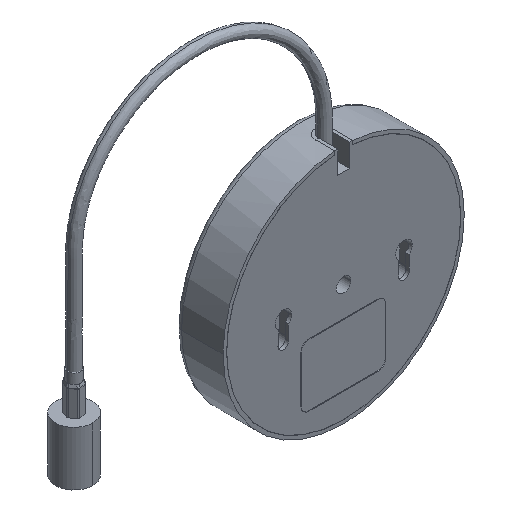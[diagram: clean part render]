
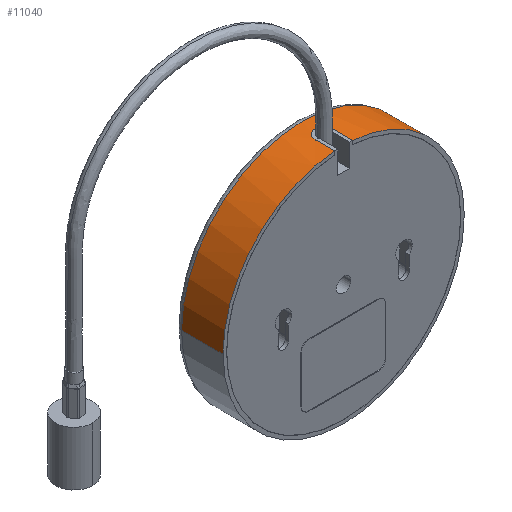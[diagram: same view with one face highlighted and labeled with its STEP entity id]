
A CAD part, isometric view. The second image highlights one B-rep face of the part: STEP entity #11040.
In plain terms, the highlighted cylindrical face has radius 50.8 mm (diameter 101.6 mm), a partial arc.
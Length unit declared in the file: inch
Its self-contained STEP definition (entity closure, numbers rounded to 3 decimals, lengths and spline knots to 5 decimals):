
#103 = EDGE_CURVE ( 'NONE', #11259, #11080, #733, .T. ) ;
#731 = DIRECTION ( 'NONE',  ( 0., 0., 1. ) ) ;
#732 = CARTESIAN_POINT ( 'NONE',  ( -325.46982, -451.40728, 24.4 ) ) ;
#733 = LINE ( 'NONE', #732, #784 ) ;
#784 = VECTOR ( 'NONE', #731, 39.37008 ) ;
#2037 = VERTEX_POINT ( 'NONE', #5795 ) ;
#5795 = CARTESIAN_POINT ( 'NONE',  ( -323.31982, -453.40164, 24.4 ) ) ;
#7219 = CARTESIAN_POINT ( 'NONE',  ( -323.46982, -451.40728, 24.4 ) ) ;
#7223 = CARTESIAN_POINT ( 'NONE',  ( -323.61982, -453.40164, 24.4 ) ) ;
#7257 = DIRECTION ( 'NONE',  ( 1., 0., 0. ) ) ;
#7258 = DIRECTION ( 'NONE',  ( 0., 0., 1. ) ) ;
#7259 = AXIS2_PLACEMENT_3D ( 'NONE', #7219, #7258, #7257 ) ;
#7271 = CIRCLE ( 'NONE', #7259, 2. ) ;
#7295 = CARTESIAN_POINT ( 'NONE',  ( -323.61982, -453.40164, 24.7441 ) ) ;
#7296 = LINE ( 'NONE', #7295, #7328 ) ;
#7300 = CARTESIAN_POINT ( 'NONE',  ( -323.61982, -453.40164, 24.725 ) ) ;
#7308 = AXIS2_PLACEMENT_3D ( 'NONE', #7374, #7373, #7372 ) ;
#7327 = DIRECTION ( 'NONE',  ( 0., 0., 1. ) ) ;
#7328 = VECTOR ( 'NONE', #7327, 39.37008 ) ;
#7330 = CARTESIAN_POINT ( 'NONE',  ( -323.46982, -453.40728, 24.875 ) ) ;
#7331 = CARTESIAN_POINT ( 'NONE',  ( -323.47973, -453.40728, 24.875 ) ) ;
#7332 = CARTESIAN_POINT ( 'NONE',  ( -323.48953, -453.4072, 24.87403 ) ) ;
#7333 = CARTESIAN_POINT ( 'NONE',  ( -323.50891, -453.40692, 24.87015 ) ) ;
#7334 = CARTESIAN_POINT ( 'NONE',  ( -323.51834, -453.40671, 24.86727 ) ) ;
#7335 = CARTESIAN_POINT ( 'NONE',  ( -323.53637, -453.40619, 24.85978 ) ) ;
#7336 = CARTESIAN_POINT ( 'NONE',  ( -323.54509, -453.40588, 24.85512 ) ) ;
#7337 = CARTESIAN_POINT ( 'NONE',  ( -323.56147, -453.40519, 24.84415 ) ) ;
#7338 = CARTESIAN_POINT ( 'NONE',  ( -323.56901, -453.40483, 24.83794 ) ) ;
#7339 = CARTESIAN_POINT ( 'NONE',  ( -323.58283, -453.40409, 24.82411 ) ) ;
#7340 = CARTESIAN_POINT ( 'NONE',  ( -323.58916, -453.40372, 24.8164 ) ) ;
#7341 = CARTESIAN_POINT ( 'NONE',  ( -323.60003, -453.40304, 24.8001 ) ) ;
#7342 = CARTESIAN_POINT ( 'NONE',  ( -323.60464, -453.40273, 24.79149 ) ) ;
#7343 = CARTESIAN_POINT ( 'NONE',  ( -323.61216, -453.40221, 24.77334 ) ) ;
#7344 = CARTESIAN_POINT ( 'NONE',  ( -323.61504, -453.402, 24.76381 ) ) ;
#7345 = CARTESIAN_POINT ( 'NONE',  ( -323.61885, -453.40172, 24.74465 ) ) ;
#7346 = CARTESIAN_POINT ( 'NONE',  ( -323.61982, -453.40164, 24.73491 ) ) ;
#7347 = CARTESIAN_POINT ( 'NONE',  ( -323.61982, -453.40164, 24.725 ) ) ;
#7348 = CIRCLE ( 'NONE', #7308, 2. ) ;
#7351 = B_SPLINE_CURVE_WITH_KNOTS ( 'NONE', 3,
 ( #7347, #7346, #7345, #7344, #7343, #7342, #7341, #7340, #7339, #7338, #7337, #7336, #7335, #7334, #7333, #7332, #7331, #7330 ),
 .UNSPECIFIED., .F., .F.,
 ( 4, 2, 2, 2, 2, 2, 2, 2, 4 ),
 ( -0.00595, -0.00521, -0.00447, -0.00372, -0.00298, -0.00223, -0.00149, -0.00074, 0. ),
 .UNSPECIFIED. ) ;
#7372 = DIRECTION ( 'NONE',  ( 1., 0., 0. ) ) ;
#7373 = DIRECTION ( 'NONE',  ( 0., 0., 1. ) ) ;
#7374 = CARTESIAN_POINT ( 'NONE',  ( -323.46982, -451.40728, 24.4 ) ) ;
#8370 = FACE_OUTER_BOUND ( 'NONE', #11029, .T. ) ;
#8371 = CARTESIAN_POINT ( 'NONE',  ( -323.46982, -451.40728, 24.4 ) ) ;
#8374 = CYLINDRICAL_SURFACE ( 'NONE', #8409, 2. ) ;
#8395 = DIRECTION ( 'NONE',  ( 0., 0., -1. ) ) ;
#8396 = VECTOR ( 'NONE', #8395, 39.37008 ) ;
#8397 = CARTESIAN_POINT ( 'NONE',  ( -323.31982, -453.40164, 24.7441 ) ) ;
#8401 = LINE ( 'NONE', #8397, #8396 ) ;
#8409 = AXIS2_PLACEMENT_3D ( 'NONE', #8371, #8440, #8439 ) ;
#8439 = DIRECTION ( 'NONE',  ( 1., 0., 0. ) ) ;
#8440 = DIRECTION ( 'NONE',  ( 0., 0., 1. ) ) ;
#8481 = CARTESIAN_POINT ( 'NONE',  ( -321.46982, -451.40728, 25.0882 ) ) ;
#8545 = CARTESIAN_POINT ( 'NONE',  ( -325.46982, -451.40728, 25.0882 ) ) ;
#8598 = CIRCLE ( 'NONE', #8630, 2. ) ;
#8630 = AXIS2_PLACEMENT_3D ( 'NONE', #8678, #8677, #8676 ) ;
#8676 = DIRECTION ( 'NONE',  ( 1., 0., 0. ) ) ;
#8677 = DIRECTION ( 'NONE',  ( 0., 0., 1. ) ) ;
#8678 = CARTESIAN_POINT ( 'NONE',  ( -323.46982, -451.40728, 25.0882 ) ) ;
#9054 = LINE ( 'NONE', #9055, #9093 ) ;
#9055 = CARTESIAN_POINT ( 'NONE',  ( -321.46982, -451.40728, 24.4 ) ) ;
#9092 = DIRECTION ( 'NONE',  ( 0., 0., 1. ) ) ;
#9093 = VECTOR ( 'NONE', #9092, 39.37008 ) ;
#9120 = CARTESIAN_POINT ( 'NONE',  ( -321.46982, -451.40728, 24.4 ) ) ;
#9177 = CARTESIAN_POINT ( 'NONE',  ( -325.46982, -451.40728, 24.4 ) ) ;
#9333 = CARTESIAN_POINT ( 'NONE',  ( -323.31982, -453.40164, 24.725 ) ) ;
#9334 = CARTESIAN_POINT ( 'NONE',  ( -323.31982, -453.40164, 24.73491 ) ) ;
#9335 = CARTESIAN_POINT ( 'NONE',  ( -323.32079, -453.40172, 24.74471 ) ) ;
#9336 = CARTESIAN_POINT ( 'NONE',  ( -323.32467, -453.402, 24.76409 ) ) ;
#9337 = CARTESIAN_POINT ( 'NONE',  ( -323.32755, -453.40221, 24.77352 ) ) ;
#9338 = CARTESIAN_POINT ( 'NONE',  ( -323.33504, -453.40273, 24.79155 ) ) ;
#9339 = CARTESIAN_POINT ( 'NONE',  ( -323.3397, -453.40305, 24.80027 ) ) ;
#9340 = CARTESIAN_POINT ( 'NONE',  ( -323.35067, -453.40373, 24.81665 ) ) ;
#9341 = CARTESIAN_POINT ( 'NONE',  ( -323.35688, -453.4041, 24.82419 ) ) ;
#9342 = CARTESIAN_POINT ( 'NONE',  ( -323.37071, -453.40483, 24.83801 ) ) ;
#9343 = CARTESIAN_POINT ( 'NONE',  ( -323.37842, -453.4052, 24.84434 ) ) ;
#9344 = CARTESIAN_POINT ( 'NONE',  ( -323.39472, -453.40588, 24.85521 ) ) ;
#9345 = CARTESIAN_POINT ( 'NONE',  ( -323.40333, -453.40619, 24.85982 ) ) ;
#9346 = CARTESIAN_POINT ( 'NONE',  ( -323.42148, -453.40671, 24.86734 ) ) ;
#9347 = CARTESIAN_POINT ( 'NONE',  ( -323.43101, -453.40692, 24.87022 ) ) ;
#9355 = CARTESIAN_POINT ( 'NONE',  ( -323.45017, -453.4072, 24.87403 ) ) ;
#9356 = CARTESIAN_POINT ( 'NONE',  ( -323.45991, -453.40728, 24.875 ) ) ;
#9357 = CARTESIAN_POINT ( 'NONE',  ( -323.46982, -453.40728, 24.875 ) ) ;
#9358 = CARTESIAN_POINT ( 'NONE',  ( -323.31982, -453.40164, 24.725 ) ) ;
#9359 = B_SPLINE_CURVE_WITH_KNOTS ( 'NONE', 3,
 ( #9357, #9356, #9355, #9347, #9346, #9345, #9344, #9343, #9342, #9341, #9340, #9339, #9338, #9337, #9336, #9335, #9334, #9333 ),
 .UNSPECIFIED., .F., .F.,
 ( 4, 2, 2, 2, 2, 2, 2, 2, 4 ),
 ( 0., 0.00074, 0.00149, 0.00223, 0.00298, 0.00372, 0.00447, 0.00521, 0.00595 ),
 .UNSPECIFIED. ) ;
#9368 = CARTESIAN_POINT ( 'NONE',  ( -323.46982, -453.40728, 24.875 ) ) ;
#10416 = VERTEX_POINT ( 'NONE', #7223 ) ;
#10417 = EDGE_CURVE ( 'NONE', #2037, #11253, #7271, .T. ) ;
#10433 = VERTEX_POINT ( 'NONE', #7300 ) ;
#10435 = EDGE_CURVE ( 'NONE', #10433, #11726, #7351, .T. ) ;
#10440 = EDGE_CURVE ( 'NONE', #10416, #10433, #7296, .T. ) ;
#10443 = EDGE_CURVE ( 'NONE', #11259, #10416, #7348, .T. ) ;
#11017 = EDGE_CURVE ( 'NONE', #11729, #2037, #8401, .T. ) ;
#11029 = EDGE_LOOP ( 'NONE', ( #11076, #11091, #11116, #11102, #11112, #11117, #11089, #11094, #11096 ) ) ;
#11040 = ADVANCED_FACE ( 'NONE', ( #8370 ), #8374, .T. ) ;
#11045 = VERTEX_POINT ( 'NONE', #8481 ) ;
#11076 = ORIENTED_EDGE ( 'NONE', *, *, #103, .F. ) ;
#11080 = VERTEX_POINT ( 'NONE', #8545 ) ;
#11089 = ORIENTED_EDGE ( 'NONE', *, *, #10417, .T. ) ;
#11091 = ORIENTED_EDGE ( 'NONE', *, *, #10443, .T. ) ;
#11094 = ORIENTED_EDGE ( 'NONE', *, *, #11236, .T. ) ;
#11096 = ORIENTED_EDGE ( 'NONE', *, *, #11111, .F. ) ;
#11102 = ORIENTED_EDGE ( 'NONE', *, *, #10435, .T. ) ;
#11111 = EDGE_CURVE ( 'NONE', #11080, #11045, #8598, .T. ) ;
#11112 = ORIENTED_EDGE ( 'NONE', *, *, #11727, .T. ) ;
#11116 = ORIENTED_EDGE ( 'NONE', *, *, #10440, .T. ) ;
#11117 = ORIENTED_EDGE ( 'NONE', *, *, #11017, .T. ) ;
#11236 = EDGE_CURVE ( 'NONE', #11253, #11045, #9054, .T. ) ;
#11253 = VERTEX_POINT ( 'NONE', #9120 ) ;
#11259 = VERTEX_POINT ( 'NONE', #9177 ) ;
#11726 = VERTEX_POINT ( 'NONE', #9368 ) ;
#11727 = EDGE_CURVE ( 'NONE', #11726, #11729, #9359, .T. ) ;
#11729 = VERTEX_POINT ( 'NONE', #9358 ) ;
